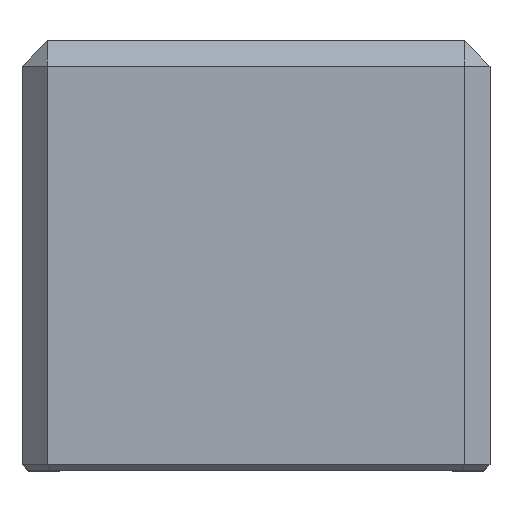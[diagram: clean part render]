
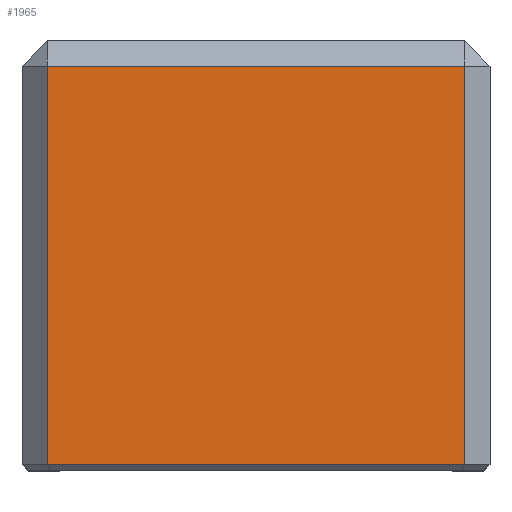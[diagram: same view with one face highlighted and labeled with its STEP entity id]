
A CAD part, top view. The second image highlights one B-rep face of the part: STEP entity #1965.
In plain terms, the highlighted planar face has unit normal (0, 0, 1).
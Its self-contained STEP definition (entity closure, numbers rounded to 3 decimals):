
#127=FACE_OUTER_BOUND('',#240,.T.);
#240=EDGE_LOOP('',(#1744,#1745,#1746,#1747));
#394=LINE('',#2897,#663);
#450=LINE('',#3002,#719);
#477=LINE('',#3058,#746);
#478=LINE('',#3060,#747);
#663=VECTOR('',#2344,10.);
#719=VECTOR('',#2452,10.);
#746=VECTOR('',#2511,10.);
#747=VECTOR('',#2514,10.);
#889=VERTEX_POINT('',#2895);
#890=VERTEX_POINT('',#2896);
#913=VERTEX_POINT('',#3000);
#926=VERTEX_POINT('',#3052);
#1094=EDGE_CURVE('',#889,#890,#394,.T.);
#1150=EDGE_CURVE('',#913,#889,#450,.T.);
#1177=EDGE_CURVE('',#890,#926,#477,.T.);
#1178=EDGE_CURVE('',#926,#913,#478,.T.);
#1744=ORIENTED_EDGE('',*,*,#1094,.F.);
#1745=ORIENTED_EDGE('',*,*,#1150,.F.);
#1746=ORIENTED_EDGE('',*,*,#1178,.F.);
#1747=ORIENTED_EDGE('',*,*,#1177,.F.);
#1856=PLANE('',#2094);
#1965=ADVANCED_FACE('',(#127),#1856,.T.);
#2094=AXIS2_PLACEMENT_3D('',#3124,#2582,#2583);
#2344=DIRECTION('',(-1.,0.,0.));
#2452=DIRECTION('',(0.,-1.,0.));
#2511=DIRECTION('',(0.,1.,0.));
#2514=DIRECTION('',(1.,0.,0.));
#2582=DIRECTION('center_axis',(0.,0.,1.));
#2583=DIRECTION('ref_axis',(1.,0.,0.));
#2895=CARTESIAN_POINT('',(33.,-31.,36.));
#2896=CARTESIAN_POINT('',(-33.,-31.,36.));
#2897=CARTESIAN_POINT('',(-18.5,-31.,36.));
#3000=CARTESIAN_POINT('',(33.,32.,36.));
#3002=CARTESIAN_POINT('',(33.,-15.,36.));
#3052=CARTESIAN_POINT('',(-33.,32.,36.));
#3058=CARTESIAN_POINT('',(-33.,19.,36.));
#3060=CARTESIAN_POINT('',(18.5,32.,36.));
#3124=CARTESIAN_POINT('Origin',(0.,2.,36.));
